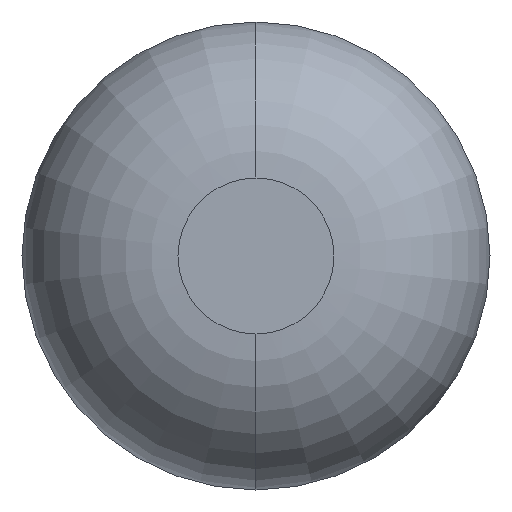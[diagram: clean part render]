
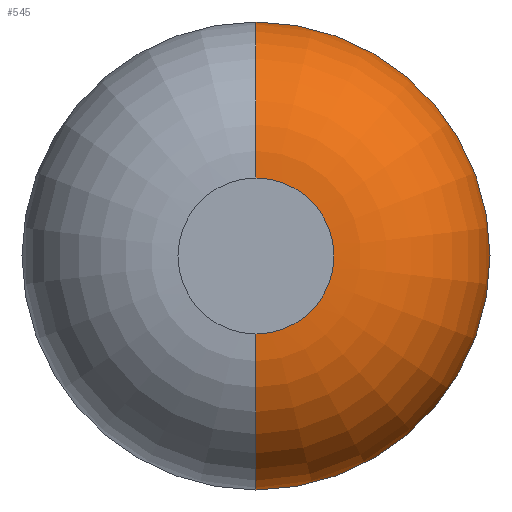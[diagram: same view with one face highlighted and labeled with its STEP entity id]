
A CAD part, front view. The second image highlights one B-rep face of the part: STEP entity #545.
In plain terms, the highlighted toroidal (fillet/blend) face has major radius 3.175 mm and minor radius 6.35 mm.
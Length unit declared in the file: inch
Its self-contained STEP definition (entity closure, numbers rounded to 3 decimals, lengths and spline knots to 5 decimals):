
#1 = CARTESIAN_POINT ( 'NONE',  ( 0., 0.25, 0.375 ) ) ;
#8 = ORIENTED_EDGE ( 'NONE', *, *, #329, .F. ) ;
#23 = ORIENTED_EDGE ( 'NONE', *, *, #188, .F. ) ;
#40 = CARTESIAN_POINT ( 'NONE',  ( 0., 0.25, 0. ) ) ;
#52 = CIRCLE ( 'NONE', #429, 0.25 ) ;
#69 = VERTEX_POINT ( 'NONE', #145 ) ;
#110 = DIRECTION ( 'NONE',  ( 0., 0., -1. ) ) ;
#126 = DIRECTION ( 'NONE',  ( 0., 0., -1. ) ) ;
#138 = ORIENTED_EDGE ( 'NONE', *, *, #297, .T. ) ;
#139 = AXIS2_PLACEMENT_3D ( 'NONE', #381, #484, #166 ) ;
#141 = AXIS2_PLACEMENT_3D ( 'NONE', #40, #422, #126 ) ;
#145 = CARTESIAN_POINT ( 'NONE',  ( 0., 0., 0.125 ) ) ;
#160 = DIRECTION ( 'NONE',  ( 0., -1., 0. ) ) ;
#166 = DIRECTION ( 'NONE',  ( 0., 0., 1. ) ) ;
#188 = EDGE_CURVE ( 'NONE', #543, #331, #211, .T. ) ;
#195 = ORIENTED_EDGE ( 'NONE', *, *, #313, .T. ) ;
#200 = CARTESIAN_POINT ( 'NONE',  ( 0., 0.25, 0. ) ) ;
#205 = DIRECTION ( 'NONE',  ( 0., 0., -1. ) ) ;
#211 = CIRCLE ( 'NONE', #139, 0.25 ) ;
#222 = TOROIDAL_SURFACE ( 'NONE', #141, 0.125, 0.25 ) ;
#227 = CIRCLE ( 'NONE', #511, 0.375 ) ;
#243 = DIRECTION ( 'NONE',  ( 1., 0., 0. ) ) ;
#269 = VERTEX_POINT ( 'NONE', #1 ) ;
#297 = EDGE_CURVE ( 'NONE', #543, #269, #227, .T. ) ;
#299 = CIRCLE ( 'NONE', #520, 0.125 ) ;
#313 = EDGE_CURVE ( 'NONE', #269, #69, #52, .T. ) ;
#329 = EDGE_CURVE ( 'NONE', #331, #69, #299, .T. ) ;
#331 = VERTEX_POINT ( 'NONE', #332 ) ;
#332 = CARTESIAN_POINT ( 'NONE',  ( 0., 0., -0.125 ) ) ;
#339 = FACE_OUTER_BOUND ( 'NONE', #449, .T. ) ;
#381 = CARTESIAN_POINT ( 'NONE',  ( 0., 0.25, -0.125 ) ) ;
#407 = CARTESIAN_POINT ( 'NONE',  ( 0., 0., 0. ) ) ;
#411 = DIRECTION ( 'NONE',  ( 0., 0., -1. ) ) ;
#417 = DIRECTION ( 'NONE',  ( 0., -1., 0. ) ) ;
#422 = DIRECTION ( 'NONE',  ( 0., -1., 0. ) ) ;
#429 = AXIS2_PLACEMENT_3D ( 'NONE', #446, #243, #411 ) ;
#446 = CARTESIAN_POINT ( 'NONE',  ( 0., 0.25, 0.125 ) ) ;
#449 = EDGE_LOOP ( 'NONE', ( #138, #195, #8, #23 ) ) ;
#484 = DIRECTION ( 'NONE',  ( -1., 0., 0. ) ) ;
#510 = CARTESIAN_POINT ( 'NONE',  ( 0., 0.25, -0.375 ) ) ;
#511 = AXIS2_PLACEMENT_3D ( 'NONE', #200, #160, #110 ) ;
#520 = AXIS2_PLACEMENT_3D ( 'NONE', #407, #417, #205 ) ;
#543 = VERTEX_POINT ( 'NONE', #510 ) ;
#545 = ADVANCED_FACE ( 'NONE', ( #339 ), #222, .T. ) ;
